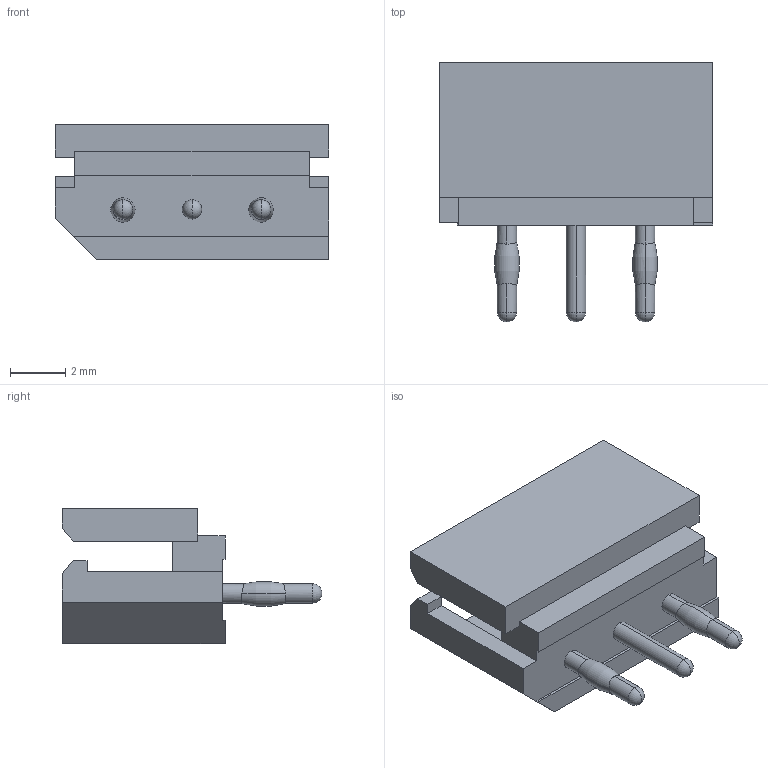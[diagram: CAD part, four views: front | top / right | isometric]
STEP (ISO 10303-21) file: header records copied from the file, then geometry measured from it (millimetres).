
FILE_DESCRIPTION (( 'STEP AP203' ), '1' );
FILE_NAME ('099990987_____Défaut_sldprt.STEP', '2020-08-31T14:55:37', ( '' ), ( '' ), 'SwSTEP 2.0', 'SolidWorks 2020', '' );
FILE_SCHEMA (( 'CONFIG_CONTROL_DESIGN' ));
Length unit declared in the file: millimetre
Products named in the file (1): 099990987_____Défaut_sldprt
Bounding box: 9.9 x 9.4 x 4.9 mm (x, y, z)
Volume: 154.8 mm3; surface area: 397.8 mm2
Topology: 1 solids, 1 shells, 87 faces, 235 edges, 144 vertices
Faces by surface type: plane 55, cylinder 16, torus 14, bspline 2
Entity records: 2952 total; most frequent: CARTESIAN_POINT 826, ORIENTED_EDGE 446, DIRECTION 385, EDGE_CURVE 223, LINE 147, VECTOR 147, VERTEX_POINT 144, AXIS2_PLACEMENT_3D 119
